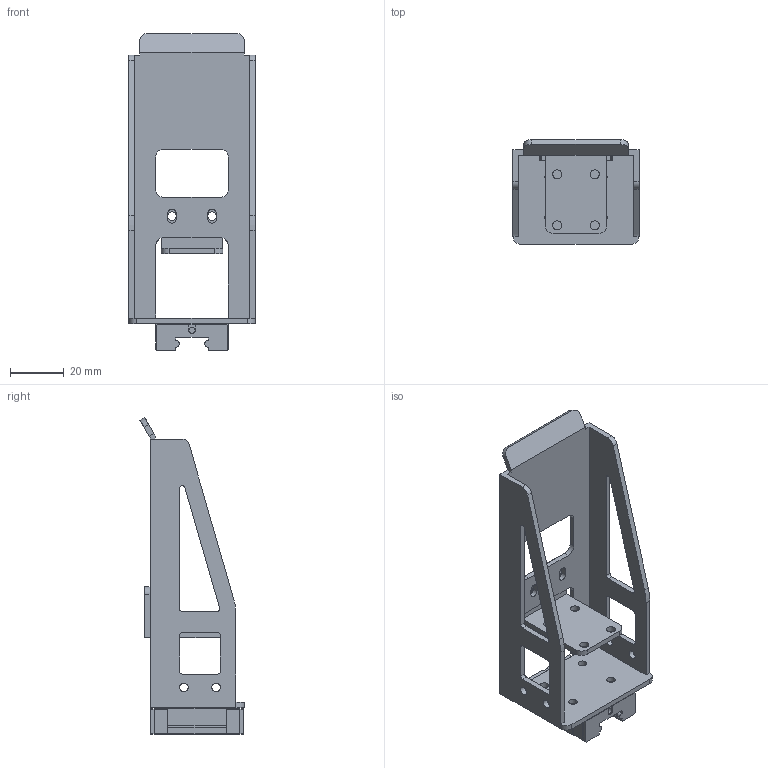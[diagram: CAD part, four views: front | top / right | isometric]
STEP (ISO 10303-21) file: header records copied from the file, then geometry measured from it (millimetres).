
FILE_DESCRIPTION(/* description */ (''),/* implementation_level */ '2;1');
FILE_NAME(/* name */ 'Z rear mockup.step',/* time_stamp */ '2024-05-13T00:42:08+08:00',/* author */ (''),/* organization */ (''),/* preprocessor_version */ 'ST-DEVELOPER v20',/* originating_system */ 'Autodesk Translation Framework v12.20.1.177',/* authorisation */ '');
FILE_SCHEMA (('AUTOMOTIVE_DESIGN { 1 0 10303 214 3 1 1 }'));
Length unit declared in the file: millimetre
Products named in the file (1): Z rear mockup
Bounding box: 47 x 38.73 x 118 mm (x, y, z)
Volume: 26358.8 mm3; surface area: 24304.9 mm2
Topology: 1 solids, 1 shells, 258 faces, 702 edges, 444 vertices
Faces by surface type: plane 185, cylinder 65, cone 8
Full cylindrical faces by diameter (mm): 2.3 x2, 2.459 x4, 3.2 x10, 3.4 x4
Entity records: 8106 total; most frequent: CARTESIAN_POINT 1401, ORIENTED_EDGE 1396, DIRECTION 1355, EDGE_CURVE 698, LINE 559, VECTOR 559, VERTEX_POINT 444, AXIS2_PLACEMENT_3D 398
